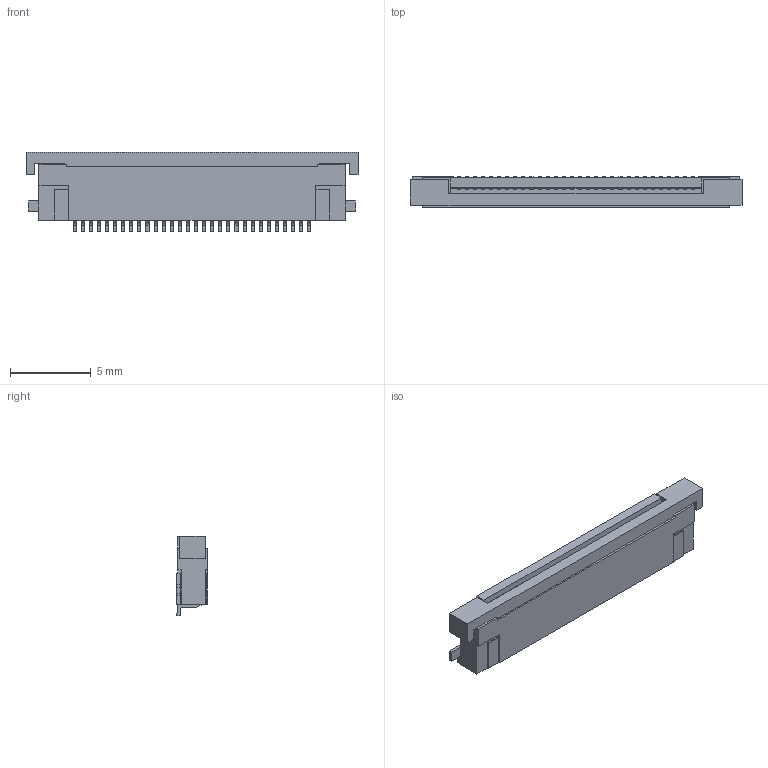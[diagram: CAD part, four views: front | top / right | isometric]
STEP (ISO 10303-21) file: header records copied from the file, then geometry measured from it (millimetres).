
FILE_DESCRIPTION((''),'2;1');
FILE_NAME('ISFV30R_1STLF','2007-09-03T',('ShoujiR'),(''),'PRO/ENGINEER BY PARAMETRIC TECHNOLOGY CORPORATION, 2005230','PRO/ENGINEER BY PARAMETRIC TECHNOLOGY CORPORATION, 2005230','');
FILE_SCHEMA(('CONFIG_CONTROL_DESIGN'));
Length unit declared in the file: millimetre
Products named in the file (1): ISFV30R_1STLF
Bounding box: 20.5 x 1.87 x 4.9 mm (x, y, z)
Volume: 129.6 mm3; surface area: 420.7 mm2
Topology: 1 solids, 1 shells, 670 faces, 1912 edges, 1274 vertices
Faces by surface type: plane 580, cylinder 90
Entity records: 21578 total; most frequent: CARTESIAN_POINT 3856, ORIENTED_EDGE 3824, DIRECTION 3432, EDGE_CURVE 1912, VECTOR 1732, LINE 1732, VERTEX_POINT 1274, AXIS2_PLACEMENT_3D 850
